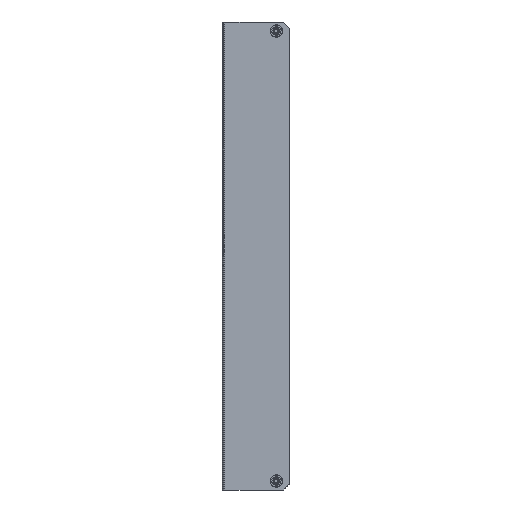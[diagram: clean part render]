
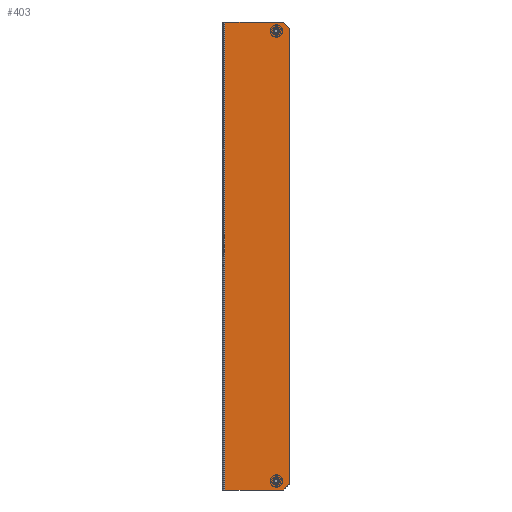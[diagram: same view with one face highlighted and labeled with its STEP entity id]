
A CAD part, front view. The second image highlights one B-rep face of the part: STEP entity #403.
In plain terms, the highlighted planar face has unit normal (0, -1, 0).
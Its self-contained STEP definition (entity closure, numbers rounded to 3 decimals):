
#47 = DIRECTION ( 'NONE',  ( 0., 1., 0. ) ) ;
#95 = VERTEX_POINT ( 'NONE', #2029 ) ;
#149 = ORIENTED_EDGE ( 'NONE', *, *, #2138, .F. ) ;
#201 = AXIS2_PLACEMENT_3D ( 'NONE', #349, #1310, #2796 ) ;
#319 = DIRECTION ( 'NONE',  ( 0., 0., 1. ) ) ;
#340 = DIRECTION ( 'NONE',  ( 0., 1., 0. ) ) ;
#349 = CARTESIAN_POINT ( 'NONE',  ( 44., -1., -187.5 ) ) ;
#359 = EDGE_CURVE ( 'NONE', #1246, #3885, #3364, .T. ) ;
#403 = ADVANCED_FACE ( 'NONE', ( #1020, #1328, #685 ), #2835, .F. ) ;
#563 = DIRECTION ( 'NONE',  ( 1., 0., 0. ) ) ;
#575 = CARTESIAN_POINT ( 'NONE',  ( 1., -1., 195. ) ) ;
#668 = ORIENTED_EDGE ( 'NONE', *, *, #1410, .T. ) ;
#685 = FACE_OUTER_BOUND ( 'NONE', #2783, .T. ) ;
#713 = EDGE_CURVE ( 'NONE', #1221, #1708, #3862, .T. ) ;
#760 = EDGE_LOOP ( 'NONE', ( #3007, #1755 ) ) ;
#789 = VECTOR ( 'NONE', #563, 1000. ) ;
#819 = DIRECTION ( 'NONE',  ( 0., 0., 1. ) ) ;
#837 = DIRECTION ( 'NONE',  ( 0., 0., -1. ) ) ;
#873 = EDGE_LOOP ( 'NONE', ( #668, #2230 ) ) ;
#918 = CARTESIAN_POINT ( 'NONE',  ( 44., -1., 187.5 ) ) ;
#935 = CARTESIAN_POINT ( 'NONE',  ( 55., -1., 190. ) ) ;
#958 = DIRECTION ( 'NONE',  ( 0., 0., 1. ) ) ;
#969 = LINE ( 'NONE', #2797, #2304 ) ;
#1018 = VERTEX_POINT ( 'NONE', #1367 ) ;
#1020 = FACE_BOUND ( 'NONE', #760, .T. ) ;
#1088 = DIRECTION ( 'NONE',  ( 0., 1., 0. ) ) ;
#1096 = AXIS2_PLACEMENT_3D ( 'NONE', #2442, #3040, #958 ) ;
#1112 = ORIENTED_EDGE ( 'NONE', *, *, #713, .T. ) ;
#1123 = CARTESIAN_POINT ( 'NONE',  ( 55., -1., -190. ) ) ;
#1130 = CARTESIAN_POINT ( 'NONE',  ( 50., -1., -195. ) ) ;
#1158 = ORIENTED_EDGE ( 'NONE', *, *, #3588, .T. ) ;
#1165 = ORIENTED_EDGE ( 'NONE', *, *, #1919, .F. ) ;
#1174 = CARTESIAN_POINT ( 'NONE',  ( 50., -1., -195. ) ) ;
#1215 = EDGE_CURVE ( 'NONE', #95, #2882, #2364, .T. ) ;
#1221 = VERTEX_POINT ( 'NONE', #1130 ) ;
#1223 = LINE ( 'NONE', #935, #3614 ) ;
#1246 = VERTEX_POINT ( 'NONE', #3300 ) ;
#1310 = DIRECTION ( 'NONE',  ( 0., 1., 0. ) ) ;
#1316 = VERTEX_POINT ( 'NONE', #2752 ) ;
#1328 = FACE_BOUND ( 'NONE', #873, .T. ) ;
#1366 = CARTESIAN_POINT ( 'NONE',  ( 0., -1., -195. ) ) ;
#1367 = CARTESIAN_POINT ( 'NONE',  ( 44., -1., 190.25 ) ) ;
#1403 = LINE ( 'NONE', #1366, #1636 ) ;
#1410 = EDGE_CURVE ( 'NONE', #3885, #1246, #1729, .T. ) ;
#1505 = CARTESIAN_POINT ( 'NONE',  ( 44., -1., 184.75 ) ) ;
#1567 = AXIS2_PLACEMENT_3D ( 'NONE', #918, #340, #319 ) ;
#1636 = VECTOR ( 'NONE', #2580, 1000. ) ;
#1707 = LINE ( 'NONE', #3623, #789 ) ;
#1708 = VERTEX_POINT ( 'NONE', #1123 ) ;
#1729 = CIRCLE ( 'NONE', #1096, 2.75 ) ;
#1755 = ORIENTED_EDGE ( 'NONE', *, *, #3728, .T. ) ;
#1786 = VECTOR ( 'NONE', #837, 1000. ) ;
#1803 = DIRECTION ( 'NONE',  ( 0.707, 0., 0.707 ) ) ;
#1870 = DIRECTION ( 'NONE',  ( 0., 0., 1. ) ) ;
#1919 = EDGE_CURVE ( 'NONE', #1316, #1708, #969, .T. ) ;
#2029 = CARTESIAN_POINT ( 'NONE',  ( 1., -1., 195. ) ) ;
#2130 = DIRECTION ( 'NONE',  ( -0.707, 0., 0.707 ) ) ;
#2138 = EDGE_CURVE ( 'NONE', #95, #2875, #1707, .T. ) ;
#2230 = ORIENTED_EDGE ( 'NONE', *, *, #359, .T. ) ;
#2233 = VERTEX_POINT ( 'NONE', #1505 ) ;
#2304 = VECTOR ( 'NONE', #2816, 1000. ) ;
#2364 = LINE ( 'NONE', #575, #1786 ) ;
#2398 = CARTESIAN_POINT ( 'NONE',  ( 44., -1., -184.75 ) ) ;
#2423 = VECTOR ( 'NONE', #1803, 1000. ) ;
#2435 = EDGE_CURVE ( 'NONE', #1018, #2233, #3264, .T. ) ;
#2442 = CARTESIAN_POINT ( 'NONE',  ( 44., -1., -187.5 ) ) ;
#2464 = CIRCLE ( 'NONE', #2955, 2.75 ) ;
#2580 = DIRECTION ( 'NONE',  ( 1., 0., 0. ) ) ;
#2752 = CARTESIAN_POINT ( 'NONE',  ( 55., -1., 190. ) ) ;
#2783 = EDGE_LOOP ( 'NONE', ( #1158, #1112, #1165, #3745, #149, #3639 ) ) ;
#2796 = DIRECTION ( 'NONE',  ( 0., 0., 1. ) ) ;
#2797 = CARTESIAN_POINT ( 'NONE',  ( 55., -1., 195. ) ) ;
#2816 = DIRECTION ( 'NONE',  ( 0., 0., -1. ) ) ;
#2835 = PLANE ( 'NONE',  #3289 ) ;
#2875 = VERTEX_POINT ( 'NONE', #3497 ) ;
#2882 = VERTEX_POINT ( 'NONE', #3812 ) ;
#2955 = AXIS2_PLACEMENT_3D ( 'NONE', #3792, #1088, #819 ) ;
#3007 = ORIENTED_EDGE ( 'NONE', *, *, #2435, .T. ) ;
#3040 = DIRECTION ( 'NONE',  ( 0., 1., 0. ) ) ;
#3086 = CARTESIAN_POINT ( 'NONE',  ( 0., -1., 195. ) ) ;
#3264 = CIRCLE ( 'NONE', #1567, 2.75 ) ;
#3289 = AXIS2_PLACEMENT_3D ( 'NONE', #3086, #47, #1870 ) ;
#3300 = CARTESIAN_POINT ( 'NONE',  ( 44., -1., -190.25 ) ) ;
#3364 = CIRCLE ( 'NONE', #201, 2.75 ) ;
#3497 = CARTESIAN_POINT ( 'NONE',  ( 50., -1., 195. ) ) ;
#3588 = EDGE_CURVE ( 'NONE', #2882, #1221, #1403, .T. ) ;
#3614 = VECTOR ( 'NONE', #2130, 1000. ) ;
#3623 = CARTESIAN_POINT ( 'NONE',  ( 0., -1., 195. ) ) ;
#3639 = ORIENTED_EDGE ( 'NONE', *, *, #1215, .T. ) ;
#3728 = EDGE_CURVE ( 'NONE', #2233, #1018, #2464, .T. ) ;
#3745 = ORIENTED_EDGE ( 'NONE', *, *, #3878, .T. ) ;
#3792 = CARTESIAN_POINT ( 'NONE',  ( 44., -1., 187.5 ) ) ;
#3812 = CARTESIAN_POINT ( 'NONE',  ( 1., -1., -195. ) ) ;
#3862 = LINE ( 'NONE', #1174, #2423 ) ;
#3878 = EDGE_CURVE ( 'NONE', #1316, #2875, #1223, .T. ) ;
#3885 = VERTEX_POINT ( 'NONE', #2398 ) ;
